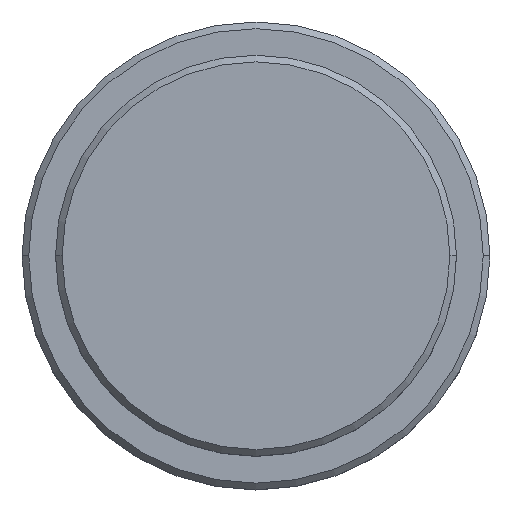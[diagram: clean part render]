
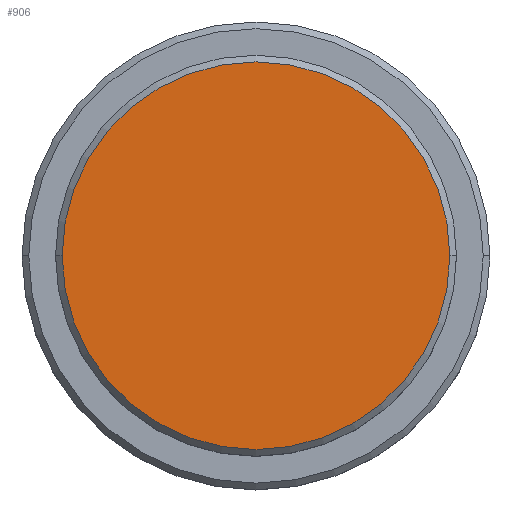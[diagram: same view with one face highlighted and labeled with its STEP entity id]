
A CAD part, top view. The second image highlights one B-rep face of the part: STEP entity #906.
In plain terms, the highlighted planar face has unit normal (0, 0, 1).
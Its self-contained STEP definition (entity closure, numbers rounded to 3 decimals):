
#10 = AXIS2_PLACEMENT_3D ( 'NONE', #1336, #782, #797 ) ;
#14 = PLANE ( 'NONE',  #10 ) ;
#77 = CARTESIAN_POINT ( 'NONE',  ( 0., 0., 0. ) ) ;
#128 = DIRECTION ( 'NONE',  ( 1., 0., 0. ) ) ;
#150 = ORIENTED_EDGE ( 'NONE', *, *, #404, .T. ) ;
#195 = DIRECTION ( 'NONE',  ( 0., 0., 1. ) ) ;
#319 = VERTEX_POINT ( 'NONE', #645 ) ;
#371 = ORIENTED_EDGE ( 'NONE', *, *, #679, .T. ) ;
#404 = EDGE_CURVE ( 'NONE', #319, #505, #708, .T. ) ;
#460 = AXIS2_PLACEMENT_3D ( 'NONE', #77, #195, #1069 ) ;
#481 = CARTESIAN_POINT ( 'NONE',  ( -14.5, 0., 0. ) ) ;
#505 = VERTEX_POINT ( 'NONE', #481 ) ;
#548 = FACE_OUTER_BOUND ( 'NONE', #1317, .T. ) ;
#645 = CARTESIAN_POINT ( 'NONE',  ( 14.5, 0., 0. ) ) ;
#679 = EDGE_CURVE ( 'NONE', #505, #319, #789, .T. ) ;
#708 = CIRCLE ( 'NONE', #1082, 14.5 ) ;
#782 = DIRECTION ( 'NONE',  ( 0., 0., 1. ) ) ;
#789 = CIRCLE ( 'NONE', #460, 14.5 ) ;
#797 = DIRECTION ( 'NONE',  ( 1., 0., 0. ) ) ;
#891 = DIRECTION ( 'NONE',  ( 0., 0., 1. ) ) ;
#906 = ADVANCED_FACE ( 'NONE', ( #548 ), #14, .T. ) ;
#1008 = CARTESIAN_POINT ( 'NONE',  ( 0., 0., 0. ) ) ;
#1069 = DIRECTION ( 'NONE',  ( 1., 0., 0. ) ) ;
#1082 = AXIS2_PLACEMENT_3D ( 'NONE', #1008, #891, #128 ) ;
#1317 = EDGE_LOOP ( 'NONE', ( #371, #150 ) ) ;
#1336 = CARTESIAN_POINT ( 'NONE',  ( 0., 0., 0. ) ) ;
